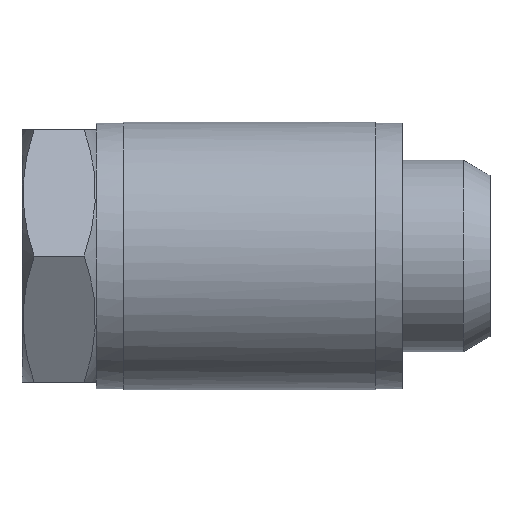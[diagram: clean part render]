
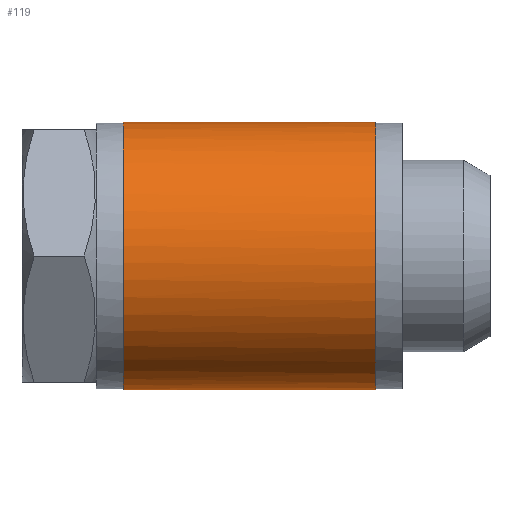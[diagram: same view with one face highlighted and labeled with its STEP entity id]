
A CAD part, left-side view. The second image highlights one B-rep face of the part: STEP entity #119.
In plain terms, the highlighted free-form (B-spline) face has degree [2, 1] with [9, 2] control points.
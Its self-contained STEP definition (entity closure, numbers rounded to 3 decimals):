
#119=ADVANCED_FACE('',(#205),#1265,.T.);
#205=FACE_OUTER_BOUND('',#300,.T.);
#300=EDGE_LOOP('',(#620,#621,#622,#623));
#620=ORIENTED_EDGE('',*,*,#866,.F.);
#621=ORIENTED_EDGE('',*,*,#871,.T.);
#622=ORIENTED_EDGE('',*,*,#868,.F.);
#623=ORIENTED_EDGE('',*,*,#872,.T.);
#866=EDGE_CURVE('',#1194,#1195,#996,.T.);
#868=EDGE_CURVE('',#1196,#1193,#997,.T.);
#871=EDGE_CURVE('',#1194,#1193,#1065,.T.);
#872=EDGE_CURVE('',#1196,#1195,#1066,.T.);
#996=B_SPLINE_CURVE_WITH_KNOTS('',1,(#5636,#5637),.UNSPECIFIED.,.F.,.F.,
(2,2),(0.,17.),.UNSPECIFIED.);
#997=B_SPLINE_CURVE_WITH_KNOTS('',1,(#5643,#5644),.UNSPECIFIED.,.F.,.F.,
(2,2),(-17.,0.),.UNSPECIFIED.);
#1065=(
BOUNDED_CURVE()
B_SPLINE_CURVE(2,(#5649,#5650,#5651,#5652,#5653),.UNSPECIFIED.,.F.,.F.)
B_SPLINE_CURVE_WITH_KNOTS((3,2,3),(0.,14.137,28.274),
 .UNSPECIFIED.)
CURVE()
GEOMETRIC_REPRESENTATION_ITEM()
RATIONAL_B_SPLINE_CURVE((1.,0.707,1.,0.707,1.))
REPRESENTATION_ITEM('')
);
#1066=(
BOUNDED_CURVE()
B_SPLINE_CURVE(2,(#5654,#5655,#5656,#5657,#5658),.UNSPECIFIED.,.F.,.F.)
B_SPLINE_CURVE_WITH_KNOTS((3,2,3),(0.,14.137,28.274),
 .UNSPECIFIED.)
CURVE()
GEOMETRIC_REPRESENTATION_ITEM()
RATIONAL_B_SPLINE_CURVE((1.,0.707,1.,0.707,1.))
REPRESENTATION_ITEM('')
);
#1193=VERTEX_POINT('',#5097);
#1194=VERTEX_POINT('',#5098);
#1195=VERTEX_POINT('',#5099);
#1196=VERTEX_POINT('',#5100);
#1265=(
BOUNDED_SURFACE()
B_SPLINE_SURFACE(2,1,((#4190,#4191),(#4192,#4193),(#4194,#4195),(#4196,
#4197),(#4198,#4199),(#4200,#4201),(#4202,#4203),(#4204,#4205),(#4206,#4207)),
 .UNSPECIFIED.,.T.,.F.,.F.)
B_SPLINE_SURFACE_WITH_KNOTS((3,2,2,2,3),(2,2),(0.,1.571,3.142,
4.712,6.283),(0.,20.402),.UNSPECIFIED.)
GEOMETRIC_REPRESENTATION_ITEM()
RATIONAL_B_SPLINE_SURFACE(((1.,1.),(0.707,0.707),
(1.,1.),(0.707,0.707),(1.,1.),(0.707,
0.707),(1.,1.),(0.707,0.707),(1.,1.)))
REPRESENTATION_ITEM('')
SURFACE()
);
#4190=CARTESIAN_POINT('',(9.,-9.449,0.));
#4191=CARTESIAN_POINT('',(9.,10.954,0.));
#4192=CARTESIAN_POINT('',(9.,-9.449,-9.));
#4193=CARTESIAN_POINT('',(9.,10.954,-9.));
#4194=CARTESIAN_POINT('',(0.,-9.449,-9.));
#4195=CARTESIAN_POINT('',(0.,10.954,-9.));
#4196=CARTESIAN_POINT('',(-9.,-9.449,-9.));
#4197=CARTESIAN_POINT('',(-9.,10.954,-9.));
#4198=CARTESIAN_POINT('',(-9.,-9.449,0.));
#4199=CARTESIAN_POINT('',(-9.,10.954,0.));
#4200=CARTESIAN_POINT('',(-9.,-9.449,9.));
#4201=CARTESIAN_POINT('',(-9.,10.954,9.));
#4202=CARTESIAN_POINT('',(0.,-9.449,9.));
#4203=CARTESIAN_POINT('',(0.,10.954,9.));
#4204=CARTESIAN_POINT('',(9.,-9.449,9.));
#4205=CARTESIAN_POINT('',(9.,10.954,9.));
#4206=CARTESIAN_POINT('',(9.,-9.449,0.));
#4207=CARTESIAN_POINT('',(9.,10.954,0.));
#5097=CARTESIAN_POINT('',(0.,-7.748,9.));
#5098=CARTESIAN_POINT('',(0.,-7.748,-9.));
#5099=CARTESIAN_POINT('',(0.,9.252,-9.));
#5100=CARTESIAN_POINT('',(0.,9.252,9.));
#5636=CARTESIAN_POINT('',(0.,-7.748,-9.));
#5637=CARTESIAN_POINT('',(0.,9.252,-9.));
#5643=CARTESIAN_POINT('',(0.,9.252,9.));
#5644=CARTESIAN_POINT('',(0.,-7.748,9.));
#5649=CARTESIAN_POINT('',(0.,-7.748,-9.));
#5650=CARTESIAN_POINT('',(-9.,-7.748,-9.));
#5651=CARTESIAN_POINT('',(-9.,-7.748,0.));
#5652=CARTESIAN_POINT('',(-9.,-7.748,9.));
#5653=CARTESIAN_POINT('',(0.,-7.748,9.));
#5654=CARTESIAN_POINT('',(0.,9.252,9.));
#5655=CARTESIAN_POINT('',(-9.,9.252,9.));
#5656=CARTESIAN_POINT('',(-9.,9.252,0.));
#5657=CARTESIAN_POINT('',(-9.,9.252,-9.));
#5658=CARTESIAN_POINT('',(0.,9.252,-9.));
